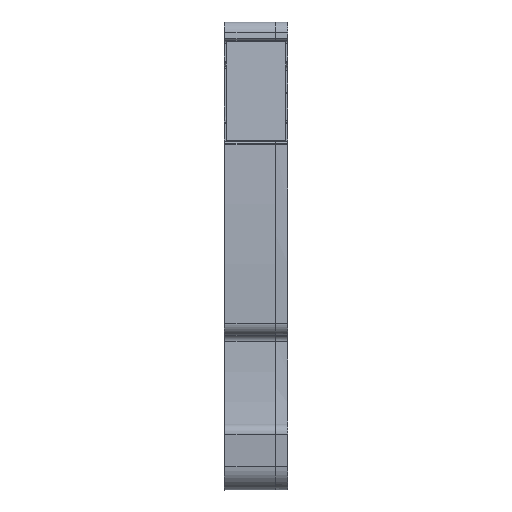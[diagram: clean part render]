
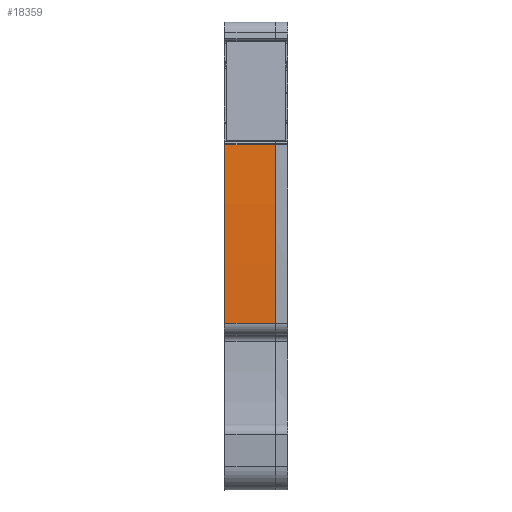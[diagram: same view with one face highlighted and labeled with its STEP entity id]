
A CAD part, front view. The second image highlights one B-rep face of the part: STEP entity #18359.
In plain terms, the highlighted cylindrical face has radius 154.9 mm (diameter 309.8 mm), a partial arc.
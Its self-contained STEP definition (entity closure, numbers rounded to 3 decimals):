
#13626=AXIS2_PLACEMENT_3D('Circle Axis2P3D',#13624,#13625,$) ;
#17336=AXIS2_PLACEMENT_3D('Cylinder Axis2P3D',#17333,#17334,#17335) ;
#18343=AXIS2_PLACEMENT_3D('Circle Axis2P3D',#18341,#18342,$) ;
#13621=CARTESIAN_POINT('Vertex',(4.1,1.858,27.772)) ;
#13624=CARTESIAN_POINT('Axis2P3D Location',(4.1,156.386,17.05)) ;
#13628=CARTESIAN_POINT('Vertex',(4.1,1.529,13.427)) ;
#17333=CARTESIAN_POINT('Axis2P3D Location',(2.55,156.386,17.05)) ;
#18325=CARTESIAN_POINT('Vertex',(0.05,1.858,27.772)) ;
#18328=CARTESIAN_POINT('Line Origine',(2.55,1.858,27.772)) ;
#18341=CARTESIAN_POINT('Axis2P3D Location',(0.05,156.386,17.05)) ;
#18345=CARTESIAN_POINT('Vertex',(0.05,1.529,13.427)) ;
#18348=CARTESIAN_POINT('Line Origine',(2.55,1.529,13.427)) ;
#13625=DIRECTION('Axis2P3D Direction',(1.,0.,0.)) ;
#17334=DIRECTION('Axis2P3D Direction',(1.,0.,0.)) ;
#17335=DIRECTION('Axis2P3D XDirection',(0.,-0.992,0.127)) ;
#18329=DIRECTION('Vector Direction',(1.,0.,0.)) ;
#18342=DIRECTION('Axis2P3D Direction',(1.,0.,0.)) ;
#18349=DIRECTION('Vector Direction',(1.,0.,0.)) ;
#18330=VECTOR('Line Direction',#18329,1.) ;
#18350=VECTOR('Line Direction',#18349,1.) ;
#18354=ORIENTED_EDGE('',*,*,#18332,.F.) ;
#18355=ORIENTED_EDGE('',*,*,#18347,.F.) ;
#18356=ORIENTED_EDGE('',*,*,#18352,.T.) ;
#18357=ORIENTED_EDGE('',*,*,#13630,.F.) ;
#18359=ADVANCED_FACE('SA_AS2C_2-5_PE_PLM024412.1\\72324_MLD_AS2C_2-5_PE.1\\72324_MLD_AS2C_2-5_PE',(#18358),#17337,.T.) ;
#13627=CIRCLE('generated circle',#13626,154.9) ;
#18344=CIRCLE('generated circle',#18343,154.9) ;
#17337=CYLINDRICAL_SURFACE('generated cylinder',#17336,154.9) ;
#13630=EDGE_CURVE('',#13622,#13629,#13627,.T.) ;
#18332=EDGE_CURVE('',#18326,#13622,#18331,.T.) ;
#18347=EDGE_CURVE('',#18346,#18326,#18344,.F.) ;
#18352=EDGE_CURVE('',#18346,#13629,#18351,.T.) ;
#18353=EDGE_LOOP('',(#18354,#18355,#18356,#18357)) ;
#18358=FACE_OUTER_BOUND('',#18353,.T.) ;
#18331=LINE('Line',#18328,#18330) ;
#18351=LINE('Line',#18348,#18350) ;
#13622=VERTEX_POINT('',#13621) ;
#13629=VERTEX_POINT('',#13628) ;
#18326=VERTEX_POINT('',#18325) ;
#18346=VERTEX_POINT('',#18345) ;
